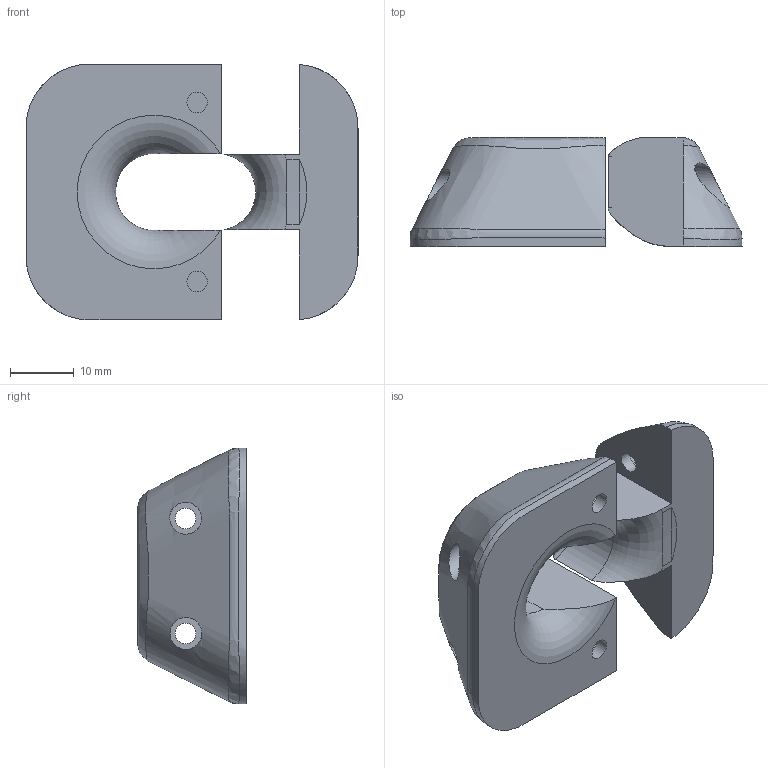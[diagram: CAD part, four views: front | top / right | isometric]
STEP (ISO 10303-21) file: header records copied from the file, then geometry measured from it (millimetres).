
FILE_DESCRIPTION(/* description */ (''),/* implementation_level */ '2;1');
FILE_NAME(/* name */ 'Step''s/1-wire clamp v10.step',/* time_stamp */ '2019-10-20T17:03:27-04:00',/* author */ (''),/* organization */ (''),/* preprocessor_version */ 'ST-DEVELOPER v18',/* originating_system */ 'Autodesk Translation Framework v8.6.0.1094',/* authorisation */ '');
FILE_SCHEMA (('AUTOMOTIVE_DESIGN { 1 0 10303 214 3 1 1 }'));
Length unit declared in the file: millimetre
Products named in the file (1): 1-wire clamp
Bounding box: 51.9 x 17 x 40 mm (x, y, z)
Volume: 14564.2 mm3; surface area: 6836.9 mm2
Topology: 2 solids, 2 shells, 70 faces, 194 edges, 136 vertices
Faces by surface type: plane 30, cylinder 18, bspline 17, torus 5
Full cylindrical faces by diameter (mm): 3.2 x8, 5 x2, 7 x2
Entity records: 8299 total; most frequent: CARTESIAN_POINT 6601, ORIENTED_EDGE 388, DIRECTION 255, EDGE_CURVE 194, VERTEX_POINT 136, AXIS2_PLACEMENT_3D 91, EDGE_LOOP 90, B_SPLINE_CURVE_WITH_KNOTS 84
